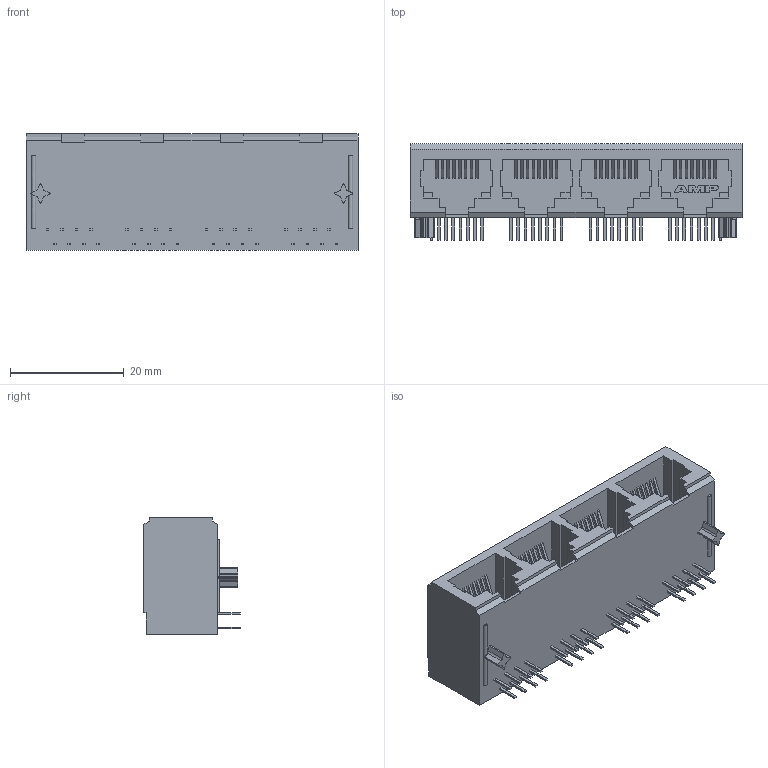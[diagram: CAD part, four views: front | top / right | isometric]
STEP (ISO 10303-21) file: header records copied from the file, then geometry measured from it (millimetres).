
FILE_DESCRIPTION(('STEP AP242'),'1');
FILE_NAME('5557562-1.stp','2022-08-11T20:43:34',('TraceParts'),('TraceParts S.A.'),'Spatial InterOp 3D',' ',' ');
FILE_SCHEMA(('AP242_MANAGED_MODEL_BASED_3D_ENGINEERING_MIM_LF {1 0 10303 442 1 1 4}'));
Length unit declared in the file: millimetre
Products named in the file (1): 5557562-1
Bounding box: 58.42 x 16.94 x 20.57 mm (x, y, z)
Volume: 11007.5 mm3; surface area: 7073.8 mm2
Topology: 1 solids, 1 shells, 514 faces, 1411 edges, 938 vertices
Faces by surface type: plane 487, cylinder 25, extrusion 2
Entity records: 16210 total; most frequent: CARTESIAN_POINT 2954, ORIENTED_EDGE 2822, DIRECTION 2475, EDGE_CURVE 1411, VECTOR 1357, LINE 1355, VERTEX_POINT 938, EDGE_LOOP 617
